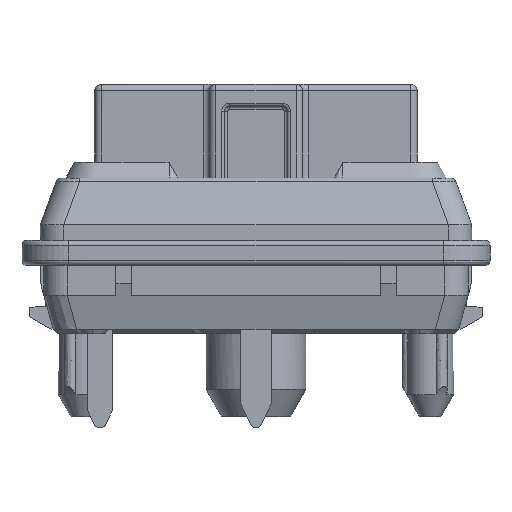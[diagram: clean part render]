
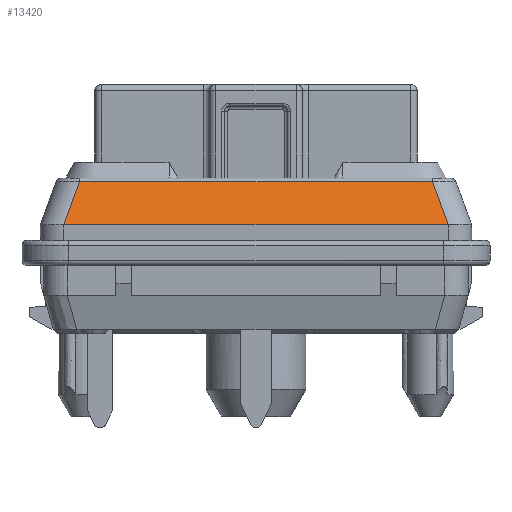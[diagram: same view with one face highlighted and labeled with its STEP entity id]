
A CAD part, front view. The second image highlights one B-rep face of the part: STEP entity #13420.
In plain terms, the highlighted free-form (B-spline) face has degree [2, 1] with [3, 2] control points.
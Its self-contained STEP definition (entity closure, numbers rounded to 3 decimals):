
#8049 = ( BOUNDED_SURFACE() B_SPLINE_SURFACE(2,1,(
    (#8050,#8051)
    ,(#8052,#8053)
    ,(#8054,#8055
)),.UNSPECIFIED.,.F.,.F.,.F.) B_SPLINE_SURFACE_WITH_KNOTS((3,3),(2,2),(
    -64.027,-62.849),(-1.691,0.),
.PIECEWISE_BEZIER_KNOTS.) GEOMETRIC_REPRESENTATION_ITEM() 
RATIONAL_B_SPLINE_SURFACE((
    (1.,1.)
    ,(0.707,0.707)
,(1.,1.))) REPRESENTATION_ITEM('') SURFACE() );
#8050 = CARTESIAN_POINT('',(-5.61,-6.36,2.8));
#8051 = CARTESIAN_POINT('',(-6.161,-6.911,1.3));
#8052 = CARTESIAN_POINT('',(-6.36,-6.36,2.8));
#8053 = CARTESIAN_POINT('',(-6.911,-6.911,1.3));
#8054 = CARTESIAN_POINT('',(-6.36,-5.61,2.8));
#8055 = CARTESIAN_POINT('',(-6.911,-6.161,1.3));
#8509 = ( BOUNDED_SURFACE() B_SPLINE_SURFACE(2,1,(
    (#8510,#8511)
    ,(#8512,#8513)
    ,(#8514,#8515
)),.UNSPECIFIED.,.F.,.F.,.F.) B_SPLINE_SURFACE_WITH_KNOTS((3,3),(2,2),(
    -64.027,-62.849),(-1.691,0.),
.PIECEWISE_BEZIER_KNOTS.) GEOMETRIC_REPRESENTATION_ITEM() 
RATIONAL_B_SPLINE_SURFACE((
    (1.,1.)
    ,(0.707,0.707)
,(1.,1.))) REPRESENTATION_ITEM('') SURFACE() );
#8510 = CARTESIAN_POINT('',(6.36,-5.61,2.8));
#8511 = CARTESIAN_POINT('',(6.911,-6.161,1.3));
#8512 = CARTESIAN_POINT('',(6.36,-6.36,2.8));
#8513 = CARTESIAN_POINT('',(6.911,-6.911,1.3));
#8514 = CARTESIAN_POINT('',(5.61,-6.36,2.8));
#8515 = CARTESIAN_POINT('',(6.161,-6.911,1.3));
#9796 = B_SPLINE_SURFACE_WITH_KNOTS('',2,1,(
    (#9797,#9798)
    ,(#9799,#9800)
    ,(#9801,#9802
    )),.UNSPECIFIED.,.F.,.F.,.F.,(3,3),(2,2),(-40.502,
    -28.18),(0.,0.5),.PIECEWISE_BEZIER_KNOTS.);
#9797 = CARTESIAN_POINT('',(-6.161,-6.911,0.8));
#9798 = CARTESIAN_POINT('',(-6.161,-6.911,1.3));
#9799 = CARTESIAN_POINT('',(0.,-6.911,0.8));
#9800 = CARTESIAN_POINT('',(0.,-6.911,1.3));
#9801 = CARTESIAN_POINT('',(6.161,-6.911,0.8));
#9802 = CARTESIAN_POINT('',(6.161,-6.911,1.3));
#13134 = VERTEX_POINT('',#13135);
#13135 = CARTESIAN_POINT('',(6.161,-6.911,1.3));
#13181 = EDGE_CURVE('',#13134,#13182,#13184,.T.);
#13182 = VERTEX_POINT('',#13183);
#13183 = CARTESIAN_POINT('',(-6.161,-6.911,1.3));
#13184 = SURFACE_CURVE('',#13185,(#13189,#13196),.PCURVE_S1.);
#13185 = B_SPLINE_CURVE_WITH_KNOTS('',2,(#13186,#13187,#13188),
  .UNSPECIFIED.,.F.,.F.,(3,3),(-12.323,0.),
  .PIECEWISE_BEZIER_KNOTS.);
#13186 = CARTESIAN_POINT('',(6.161,-6.911,1.3));
#13187 = CARTESIAN_POINT('',(0.,-6.911,1.3));
#13188 = CARTESIAN_POINT('',(-6.161,-6.911,1.3));
#13189 = PCURVE('',#9796,#13190);
#13190 = DEFINITIONAL_REPRESENTATION('',(#13191),#13195);
#13191 = LINE('',#13192,#13193);
#13192 = CARTESIAN_POINT('',(-40.502,0.5));
#13193 = VECTOR('',#13194,1.);
#13194 = DIRECTION('',(-1.,0.));
#13195 = ( GEOMETRIC_REPRESENTATION_CONTEXT(2) 
PARAMETRIC_REPRESENTATION_CONTEXT() REPRESENTATION_CONTEXT('2D SPACE',''
  ) );
#13196 = PCURVE('',#13197,#13204);
#13197 = B_SPLINE_SURFACE_WITH_KNOTS('',2,1,(
    (#13198,#13199)
    ,(#13200,#13201)
    ,(#13202,#13203
    )),.UNSPECIFIED.,.F.,.F.,.F.,(3,3),(2,2),(0.,12.323),(0.,
    1.691),.PIECEWISE_BEZIER_KNOTS.);
#13198 = CARTESIAN_POINT('',(-6.161,-6.911,1.3));
#13199 = CARTESIAN_POINT('',(-5.61,-6.36,2.8));
#13200 = CARTESIAN_POINT('',(0.,-6.911,1.3));
#13201 = CARTESIAN_POINT('',(0.,-6.36,2.8));
#13202 = CARTESIAN_POINT('',(6.161,-6.911,1.3));
#13203 = CARTESIAN_POINT('',(5.61,-6.36,2.8));
#13204 = DEFINITIONAL_REPRESENTATION('',(#13205),#13209);
#13205 = LINE('',#13206,#13207);
#13206 = CARTESIAN_POINT('',(0.,0.));
#13207 = VECTOR('',#13208,1.);
#13208 = DIRECTION('',(-1.,-0.));
#13209 = ( GEOMETRIC_REPRESENTATION_CONTEXT(2) 
PARAMETRIC_REPRESENTATION_CONTEXT() REPRESENTATION_CONTEXT('2D SPACE',''
  ) );
#13420 = ADVANCED_FACE('',(#13421),#13197,.T.);
#13421 = FACE_BOUND('',#13422,.T.);
#13422 = EDGE_LOOP('',(#13423,#13445,#13446,#13468));
#13423 = ORIENTED_EDGE('',*,*,#13424,.F.);
#13424 = EDGE_CURVE('',#13182,#13425,#13427,.T.);
#13425 = VERTEX_POINT('',#13426);
#13426 = CARTESIAN_POINT('',(-5.654,-6.404,
    2.68));
#13427 = SURFACE_CURVE('',#13428,(#13431,#13438),.PCURVE_S1.);
#13428 = B_SPLINE_CURVE_WITH_KNOTS('',1,(#13429,#13430),.UNSPECIFIED.,
  .F.,.F.,(2,2),(0.,1.556),.PIECEWISE_BEZIER_KNOTS.);
#13429 = CARTESIAN_POINT('',(-6.161,-6.911,1.3));
#13430 = CARTESIAN_POINT('',(-5.654,-6.404,
    2.68));
#13431 = PCURVE('',#13197,#13432);
#13432 = DEFINITIONAL_REPRESENTATION('',(#13433),#13437);
#13433 = LINE('',#13434,#13435);
#13434 = CARTESIAN_POINT('',(0.,0.));
#13435 = VECTOR('',#13436,1.);
#13436 = DIRECTION('',(0.,1.));
#13437 = ( GEOMETRIC_REPRESENTATION_CONTEXT(2) 
PARAMETRIC_REPRESENTATION_CONTEXT() REPRESENTATION_CONTEXT('2D SPACE',''
  ) );
#13438 = PCURVE('',#8049,#13439);
#13439 = DEFINITIONAL_REPRESENTATION('',(#13440),#13444);
#13440 = LINE('',#13441,#13442);
#13441 = CARTESIAN_POINT('',(-64.027,0.));
#13442 = VECTOR('',#13443,1.);
#13443 = DIRECTION('',(0.,-1.));
#13444 = ( GEOMETRIC_REPRESENTATION_CONTEXT(2) 
PARAMETRIC_REPRESENTATION_CONTEXT() REPRESENTATION_CONTEXT('2D SPACE',''
  ) );
#13445 = ORIENTED_EDGE('',*,*,#13181,.F.);
#13446 = ORIENTED_EDGE('',*,*,#13447,.F.);
#13447 = EDGE_CURVE('',#13448,#13134,#13450,.T.);
#13448 = VERTEX_POINT('',#13449);
#13449 = CARTESIAN_POINT('',(5.654,-6.404,
    2.68));
#13450 = SURFACE_CURVE('',#13451,(#13454,#13461),.PCURVE_S1.);
#13451 = B_SPLINE_CURVE_WITH_KNOTS('',1,(#13452,#13453),.UNSPECIFIED.,
  .F.,.F.,(2,2),(-1.556,0.),.PIECEWISE_BEZIER_KNOTS.);
#13452 = CARTESIAN_POINT('',(5.654,-6.404,
    2.68));
#13453 = CARTESIAN_POINT('',(6.161,-6.911,1.3));
#13454 = PCURVE('',#13197,#13455);
#13455 = DEFINITIONAL_REPRESENTATION('',(#13456),#13460);
#13456 = LINE('',#13457,#13458);
#13457 = CARTESIAN_POINT('',(12.323,0.));
#13458 = VECTOR('',#13459,1.);
#13459 = DIRECTION('',(0.,-1.));
#13460 = ( GEOMETRIC_REPRESENTATION_CONTEXT(2) 
PARAMETRIC_REPRESENTATION_CONTEXT() REPRESENTATION_CONTEXT('2D SPACE',''
  ) );
#13461 = PCURVE('',#8509,#13462);
#13462 = DEFINITIONAL_REPRESENTATION('',(#13463),#13467);
#13463 = LINE('',#13464,#13465);
#13464 = CARTESIAN_POINT('',(-62.849,0.));
#13465 = VECTOR('',#13466,1.);
#13466 = DIRECTION('',(0.,1.));
#13467 = ( GEOMETRIC_REPRESENTATION_CONTEXT(2) 
PARAMETRIC_REPRESENTATION_CONTEXT() REPRESENTATION_CONTEXT('2D SPACE',''
  ) );
#13468 = ORIENTED_EDGE('',*,*,#13469,.F.);
#13469 = EDGE_CURVE('',#13425,#13448,#13470,.T.);
#13470 = SURFACE_CURVE('',#13471,(#13474,#13480),.PCURVE_S1.);
#13471 = B_SPLINE_CURVE_WITH_KNOTS('',1,(#13472,#13473),.UNSPECIFIED.,
  .F.,.F.,(2,2),(-0.044,11.264),
  .PIECEWISE_BEZIER_KNOTS.);
#13472 = CARTESIAN_POINT('',(-5.654,-6.404,
    2.68));
#13473 = CARTESIAN_POINT('',(5.654,-6.404,
    2.68));
#13474 = PCURVE('',#13197,#13475);
#13475 = DEFINITIONAL_REPRESENTATION('',(#13476),#13479);
#13476 = B_SPLINE_CURVE_WITH_KNOTS('',1,(#13477,#13478),.UNSPECIFIED.,
  .F.,.F.,(2,2),(-0.044,11.264),
  .PIECEWISE_BEZIER_KNOTS.);
#13477 = CARTESIAN_POINT('',(0.,1.556));
#13478 = CARTESIAN_POINT('',(12.323,1.556));
#13479 = ( GEOMETRIC_REPRESENTATION_CONTEXT(2) 
PARAMETRIC_REPRESENTATION_CONTEXT() REPRESENTATION_CONTEXT('2D SPACE',''
  ) );
#13480 = PCURVE('',#13481,#13488);
#13481 = ( BOUNDED_SURFACE() B_SPLINE_SURFACE(1,2,(
    (#13482,#13483,#13484)
    ,(#13485,#13486,#13487
)),.UNSPECIFIED.,.F.,.F.,.F.) B_SPLINE_SURFACE_WITH_KNOTS((2,2),(3,3),(
    -0.044,11.264),(0.,0.223),
.PIECEWISE_BEZIER_KNOTS.) GEOMETRIC_REPRESENTATION_ITEM() 
RATIONAL_B_SPLINE_SURFACE((
    (1.,0.82,1.)
,(1.,0.82,1.))) REPRESENTATION_ITEM('') SURFACE() );
#13482 = CARTESIAN_POINT('',(-5.654,-6.404,
    2.68));
#13483 = CARTESIAN_POINT('',(-5.654,-6.36,
    2.8));
#13484 = CARTESIAN_POINT('',(-5.654,-6.232,2.8));
#13485 = CARTESIAN_POINT('',(5.654,-6.404,
    2.68));
#13486 = CARTESIAN_POINT('',(5.654,-6.36,
    2.8));
#13487 = CARTESIAN_POINT('',(5.654,-6.232,2.8));
#13488 = DEFINITIONAL_REPRESENTATION('',(#13489),#13493);
#13489 = LINE('',#13490,#13491);
#13490 = CARTESIAN_POINT('',(0.,0.));
#13491 = VECTOR('',#13492,1.);
#13492 = DIRECTION('',(1.,0.));
#13493 = ( GEOMETRIC_REPRESENTATION_CONTEXT(2) 
PARAMETRIC_REPRESENTATION_CONTEXT() REPRESENTATION_CONTEXT('2D SPACE',''
  ) );
